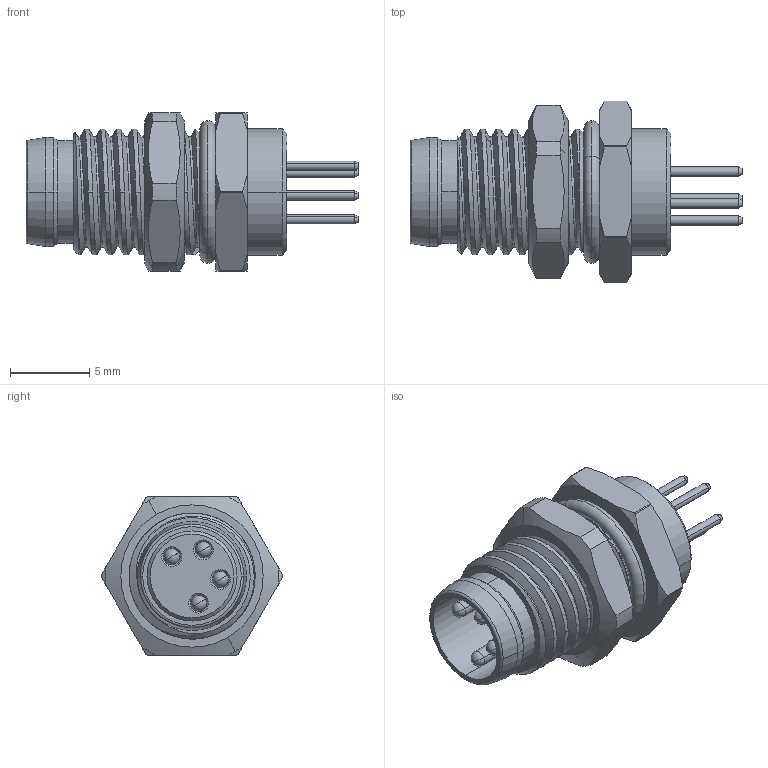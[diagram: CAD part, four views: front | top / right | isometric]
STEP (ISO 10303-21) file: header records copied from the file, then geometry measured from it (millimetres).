
FILE_DESCRIPTION((''),'2;1');
FILE_NAME('SHELL15T4_4','2025-09-22T',('gongchengVI'),(''),'PRO/ENGINEER BY PARAMETRIC TECHNOLOGY CORPORATION, 2010280','PRO/ENGINEER BY PARAMETRIC TECHNOLOGY CORPORATION, 2010280','');
FILE_SCHEMA(('CONFIG_CONTROL_DESIGN'));
Length unit declared in the file: millimetre
Products named in the file (1): SHELL15T4_4
Bounding box: 21 x 11.5 x 10 mm (x, y, z)
Volume: 335.7 mm3; surface area: 2099.6 mm2
Topology: 1 solids, 9 shells, 310 faces, 714 edges, 447 vertices
Faces by surface type: cylinder 142, cone 76, plane 66, bspline 12, sphere 8, torus 6
Entity records: 12260 total; most frequent: CARTESIAN_POINT 5134, DIRECTION 1557, ORIENTED_EDGE 1412, EDGE_CURVE 706, AXIS2_PLACEMENT_3D 652, VERTEX_POINT 447, EDGE_LOOP 357, CIRCLE 353
